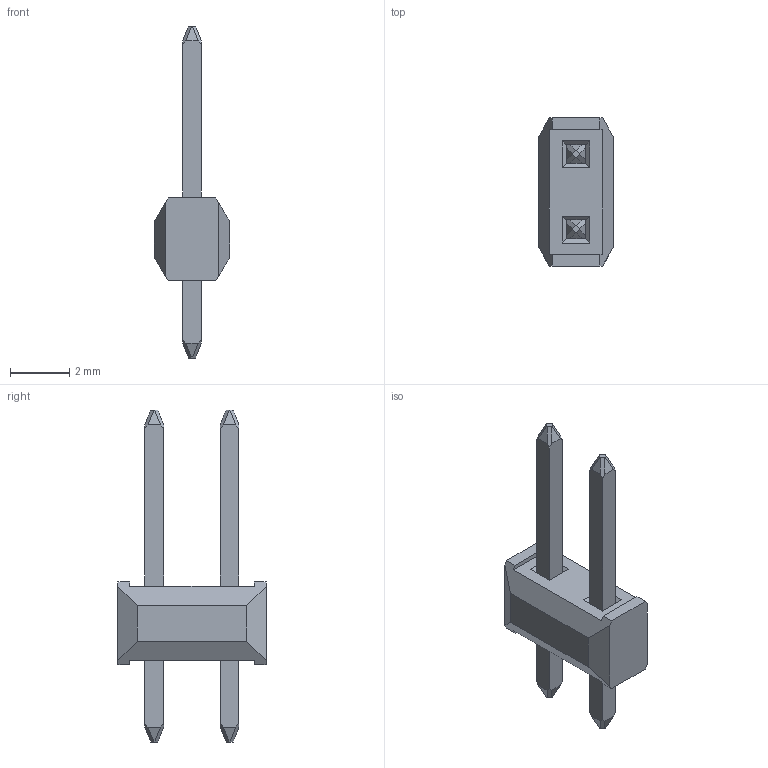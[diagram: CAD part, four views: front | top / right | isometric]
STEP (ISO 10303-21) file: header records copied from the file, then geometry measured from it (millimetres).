
FILE_DESCRIPTION(/* description */ (''),/* implementation_level */ '2;1');
FILE_NAME(/* name */ 'Stiftleiste2x1.stp',/* time_stamp */ '2024-09-12T15:08:06+02:00',/* author */ ('d.hellenbrandt'),/* organization */ (''),/* preprocessor_version */ 'ST-DEVELOPER v20',/* originating_system */ 'Autodesk Inventor 2025',/* authorisation */ '');
FILE_SCHEMA (('AUTOMOTIVE_DESIGN { 1 0 10303 214 3 1 1 }'));
Length unit declared in the file: millimetre
Products named in the file (2): Baugruppe2; sl_2_025
Assembly tree (1 placements, depth 2):
  Baugruppe2
    sl_2_025
Bounding box: 2.54 x 5 x 11.2 mm (x, y, z)
Volume: 35.5 mm3; surface area: 122 mm2
Topology: 3 solids, 3 shells, 90 faces, 236 edges, 152 vertices
Faces by surface type: plane 90
Entity records: 2776 total; most frequent: CARTESIAN_POINT 481, ORIENTED_EDGE 472, DIRECTION 422, LINE 236, VECTOR 236, EDGE_CURVE 236, VERTEX_POINT 152, EDGE_LOOP 94
